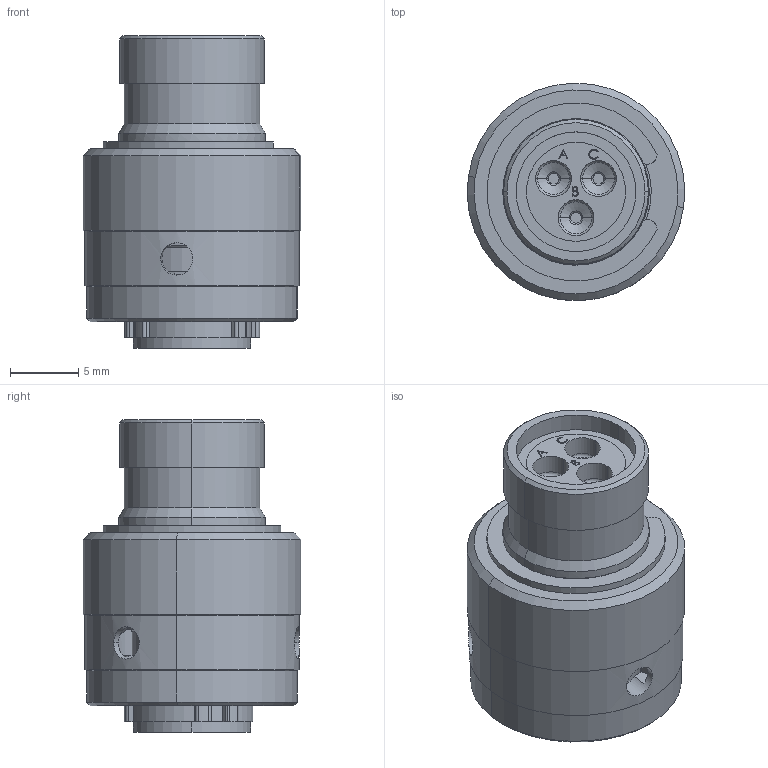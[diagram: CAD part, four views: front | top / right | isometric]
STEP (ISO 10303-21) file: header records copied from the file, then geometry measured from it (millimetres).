
FILE_DESCRIPTION (( 'STEP AP214' ), '1' );
FILE_NAME ('AS607-98PN.STEP', '2017-08-07T12:35:46', ( '' ), ( '' ), 'SwSTEP 2.0', 'SolidWorks 2015', '' );
FILE_SCHEMA (( 'AUTOMOTIVE_DESIGN' ));
Length unit declared in the file: inch
Products named in the file (1): AS607-98PN
Bounding box: 15.99 x 15.99 x 23 mm (x, y, z)
Volume: 2249.5 mm3; surface area: 3192.2 mm2
Topology: 1 solids, 7 shells, 482 faces, 1116 edges, 702 vertices
Faces by surface type: cylinder 153, plane 133, torus 82, cone 60, bspline 48, sphere 6
Entity records: 25969 total; most frequent: CARTESIAN_POINT 9058, DIRECTION 2293, ORIENTED_EDGE 2198, EDGE_CURVE 1099, AXIS2_PLACEMENT_3D 941, VERTEX_POINT 691, EDGE_LOOP 548, CIRCLE 510
